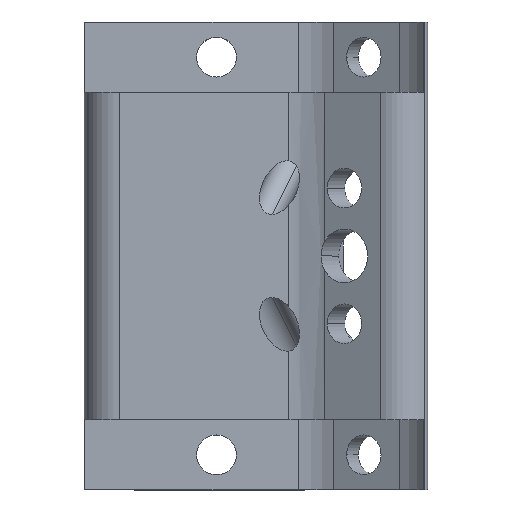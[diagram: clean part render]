
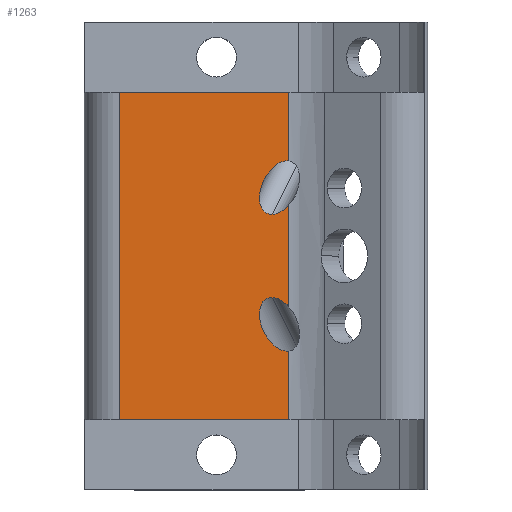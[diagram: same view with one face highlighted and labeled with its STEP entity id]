
A CAD part, top view. The second image highlights one B-rep face of the part: STEP entity #1263.
In plain terms, the highlighted planar face has unit normal (0, 0, 1).
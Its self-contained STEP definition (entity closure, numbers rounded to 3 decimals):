
#20 = DIRECTION ( 'NONE',  ( 0., 0., -1. ) ) ;
#48 = VECTOR ( 'NONE', #1227, 1000. ) ;
#63 = CARTESIAN_POINT ( 'NONE',  ( 8.379, 28.137, -9.966 ) ) ;
#72 = ORIENTED_EDGE ( 'NONE', *, *, #1089, .T. ) ;
#89 = VECTOR ( 'NONE', #731, 1000. ) ;
#139 = VERTEX_POINT ( 'NONE', #1201 ) ;
#159 = VECTOR ( 'NONE', #236, 1000. ) ;
#164 = DIRECTION ( 'NONE',  ( 0., -1., 0. ) ) ;
#194 = CARTESIAN_POINT ( 'NONE',  ( 11.729, 6., -9.966 ) ) ;
#202 = LINE ( 'NONE', #1489, #159 ) ;
#207 = CARTESIAN_POINT ( 'NONE',  ( -2.76, 34., -9.966 ) ) ;
#209 = VERTEX_POINT ( 'NONE', #890 ) ;
#236 = DIRECTION ( 'NONE',  ( 0., -1., 0. ) ) ;
#257 = EDGE_CURVE ( 'NONE', #1584, #1966, #393, .T. ) ;
#258 = CARTESIAN_POINT ( 'NONE',  ( 11.729, 40., -9.966 ) ) ;
#287 = CARTESIAN_POINT ( 'NONE',  ( 11.729, 40., -9.966 ) ) ;
#310 = CARTESIAN_POINT ( 'NONE',  ( 11.729, 40., -9.966 ) ) ;
#342 = EDGE_CURVE ( 'NONE', #139, #1257, #634, .T. ) ;
#343 = CARTESIAN_POINT ( 'NONE',  ( 11.586, 28.137, -9.966 ) ) ;
#371 = ORIENTED_EDGE ( 'NONE', *, *, #783, .T. ) ;
#390 =( BOUNDED_CURVE ( )  B_SPLINE_CURVE ( 3, ( #1503, #1812, #1204, #1335 ),
 .UNSPECIFIED., .F., .T. ) 
 B_SPLINE_CURVE_WITH_KNOTS ( ( 4, 4 ),
 ( 2.844, 2.935 ),
 .UNSPECIFIED. ) 
 CURVE ( )  GEOMETRIC_REPRESENTATION_ITEM ( )  RATIONAL_B_SPLINE_CURVE ( ( 1., 0.999, 0.999, 1. ) ) 
 REPRESENTATION_ITEM ( '' )  );
#393 = LINE ( 'NONE', #751, #1887 ) ;
#403 = ORIENTED_EDGE ( 'NONE', *, *, #1710, .T. ) ;
#434 = EDGE_CURVE ( 'NONE', #1875, #139, #1349, .T. ) ;
#460 =( BOUNDED_CURVE ( )  B_SPLINE_CURVE ( 3, ( #1542, #1094, #1689, #1838 ),
 .UNSPECIFIED., .F., .T. ) 
 B_SPLINE_CURVE_WITH_KNOTS ( ( 4, 4 ),
 ( 5.12, 5.986 ),
 .UNSPECIFIED. ) 
 CURVE ( )  GEOMETRIC_REPRESENTATION_ITEM ( )  RATIONAL_B_SPLINE_CURVE ( ( 1., 0.939, 0.939, 1. ) ) 
 REPRESENTATION_ITEM ( '' )  );
#494 = DIRECTION ( 'NONE',  ( 1., 0., 0. ) ) ;
#527 = CARTESIAN_POINT ( 'NONE',  ( 11.586, 11.863, -9.966 ) ) ;
#626 = ORIENTED_EDGE ( 'NONE', *, *, #257, .F. ) ;
#634 =( BOUNDED_CURVE ( )  B_SPLINE_CURVE ( 3, ( #645, #1559, #786, #930 ),
 .UNSPECIFIED., .F., .T. ) 
 B_SPLINE_CURVE_WITH_KNOTS ( ( 4, 4 ),
 ( 0.297, 1.163 ),
 .UNSPECIFIED. ) 
 CURVE ( )  GEOMETRIC_REPRESENTATION_ITEM ( )  RATIONAL_B_SPLINE_CURVE ( ( 1., 0.939, 0.939, 1. ) ) 
 REPRESENTATION_ITEM ( '' )  );
#645 = CARTESIAN_POINT ( 'NONE',  ( 10.277, 16.446, -9.966 ) ) ;
#664 = CARTESIAN_POINT ( 'NONE',  ( 7.07, 23.554, -9.966 ) ) ;
#669 = EDGE_CURVE ( 'NONE', #1152, #1257, #817, .T. ) ;
#716 = ORIENTED_EDGE ( 'NONE', *, *, #756, .F. ) ;
#731 = DIRECTION ( 'NONE',  ( 0., -1., 0. ) ) ;
#735 = CARTESIAN_POINT ( 'NONE',  ( 11.729, 11.872, -9.966 ) ) ;
#751 = CARTESIAN_POINT ( 'NONE',  ( 11.729, 34., -9.966 ) ) ;
#756 = EDGE_CURVE ( 'NONE', #1966, #983, #1555, .T. ) ;
#758 = CARTESIAN_POINT ( 'NONE',  ( 11.586, 11.863, -9.966 ) ) ;
#760 = DIRECTION ( 'NONE',  ( -1., 0., 0. ) ) ;
#770 = VECTOR ( 'NONE', #164, 1000. ) ;
#783 = EDGE_CURVE ( 'NONE', #1152, #871, #460, .T. ) ;
#786 = CARTESIAN_POINT ( 'NONE',  ( 11.27, 16.159, -9.966 ) ) ;
#805 = CARTESIAN_POINT ( 'NONE',  ( -2.76, 6., -9.966 ) ) ;
#817 = LINE ( 'NONE', #258, #89 ) ;
#843 = ORIENTED_EDGE ( 'NONE', *, *, #1948, .T. ) ;
#871 = VERTEX_POINT ( 'NONE', #1264 ) ;
#875 = CARTESIAN_POINT ( 'NONE',  ( 11.635, 11.863, -9.966 ) ) ;
#890 = CARTESIAN_POINT ( 'NONE',  ( 11.586, 28.137, -9.966 ) ) ;
#930 = CARTESIAN_POINT ( 'NONE',  ( 11.729, 15.639, -9.966 ) ) ;
#958 = CARTESIAN_POINT ( 'NONE',  ( 11.729, 34., -9.966 ) ) ;
#983 = VERTEX_POINT ( 'NONE', #1938 ) ;
#984 =( BOUNDED_CURVE ( )  B_SPLINE_CURVE ( 3, ( #1881, #664, #63, #343 ),
 .UNSPECIFIED., .F., .T. ) 
 B_SPLINE_CURVE_WITH_KNOTS ( ( 4, 4 ),
 ( 5.986, 9.128 ),
 .UNSPECIFIED. ) 
 CURVE ( )  GEOMETRIC_REPRESENTATION_ITEM ( )  RATIONAL_B_SPLINE_CURVE ( ( 1., 0.333, 0.333, 1. ) ) 
 REPRESENTATION_ITEM ( '' )  );
#1052 = ORIENTED_EDGE ( 'NONE', *, *, #1285, .F. ) ;
#1058 = CARTESIAN_POINT ( 'NONE',  ( 11.682, 11.866, -9.966 ) ) ;
#1080 = PLANE ( 'NONE',  #1467 ) ;
#1085 = CARTESIAN_POINT ( 'NONE',  ( 11.729, 40., -9.966 ) ) ;
#1089 = EDGE_CURVE ( 'NONE', #1584, #1960, #202, .T. ) ;
#1094 = CARTESIAN_POINT ( 'NONE',  ( 11.27, 23.841, -9.966 ) ) ;
#1152 = VERTEX_POINT ( 'NONE', #1970 ) ;
#1187 = EDGE_CURVE ( 'NONE', #209, #983, #390, .T. ) ;
#1201 = CARTESIAN_POINT ( 'NONE',  ( 10.277, 16.446, -9.966 ) ) ;
#1204 = CARTESIAN_POINT ( 'NONE',  ( 11.682, 28.134, -9.966 ) ) ;
#1212 = CARTESIAN_POINT ( 'NONE',  ( 11.586, 11.863, -9.966 ) ) ;
#1220 = DIRECTION ( 'NONE',  ( -1., 0., 0. ) ) ;
#1227 = DIRECTION ( 'NONE',  ( 0., -1., 0. ) ) ;
#1232 =( BOUNDED_CURVE ( )  B_SPLINE_CURVE ( 3, ( #735, #1058, #875, #1212 ),
 .UNSPECIFIED., .F., .T. ) 
 B_SPLINE_CURVE_WITH_KNOTS ( ( 4, 4 ),
 ( 3.348, 3.439 ),
 .UNSPECIFIED. ) 
 CURVE ( )  GEOMETRIC_REPRESENTATION_ITEM ( )  RATIONAL_B_SPLINE_CURVE ( ( 1., 0.999, 0.999, 1. ) ) 
 REPRESENTATION_ITEM ( '' )  );
#1257 = VERTEX_POINT ( 'NONE', #1522 ) ;
#1263 = ADVANCED_FACE ( 'NONE', ( #1598 ), #1080, .F. ) ;
#1264 = CARTESIAN_POINT ( 'NONE',  ( 10.277, 23.554, -9.966 ) ) ;
#1267 = LINE ( 'NONE', #287, #48 ) ;
#1270 = ORIENTED_EDGE ( 'NONE', *, *, #342, .T. ) ;
#1285 = EDGE_CURVE ( 'NONE', #1466, #1960, #1573, .T. ) ;
#1288 = ORIENTED_EDGE ( 'NONE', *, *, #1371, .F. ) ;
#1326 = EDGE_LOOP ( 'NONE', ( #1288, #403, #1680, #1270, #1340, #371, #843, #1953, #716, #626, #72, #1052 ) ) ;
#1335 = CARTESIAN_POINT ( 'NONE',  ( 11.729, 28.128, -9.966 ) ) ;
#1340 = ORIENTED_EDGE ( 'NONE', *, *, #669, .F. ) ;
#1349 =( BOUNDED_CURVE ( )  B_SPLINE_CURVE ( 3, ( #527, #1768, #1909, #1451 ),
 .UNSPECIFIED., .F., .T. ) 
 B_SPLINE_CURVE_WITH_KNOTS ( ( 4, 4 ),
 ( 3.439, 6.58 ),
 .UNSPECIFIED. ) 
 CURVE ( )  GEOMETRIC_REPRESENTATION_ITEM ( )  RATIONAL_B_SPLINE_CURVE ( ( 1., 0.333, 0.333, 1. ) ) 
 REPRESENTATION_ITEM ( '' )  );
#1371 = EDGE_CURVE ( 'NONE', #1705, #1466, #1267, .T. ) ;
#1451 = CARTESIAN_POINT ( 'NONE',  ( 10.277, 16.446, -9.966 ) ) ;
#1461 = CARTESIAN_POINT ( 'NONE',  ( 11.729, 11.872, -9.966 ) ) ;
#1466 = VERTEX_POINT ( 'NONE', #194 ) ;
#1467 = AXIS2_PLACEMENT_3D ( 'NONE', #310, #20, #1220 ) ;
#1489 = CARTESIAN_POINT ( 'NONE',  ( -2.76, 40., -9.966 ) ) ;
#1503 = CARTESIAN_POINT ( 'NONE',  ( 11.586, 28.137, -9.966 ) ) ;
#1522 = CARTESIAN_POINT ( 'NONE',  ( 11.729, 15.639, -9.966 ) ) ;
#1542 = CARTESIAN_POINT ( 'NONE',  ( 11.729, 24.361, -9.966 ) ) ;
#1555 = LINE ( 'NONE', #1085, #770 ) ;
#1559 = CARTESIAN_POINT ( 'NONE',  ( 10.755, 16.446, -9.966 ) ) ;
#1573 = LINE ( 'NONE', #1690, #1667 ) ;
#1584 = VERTEX_POINT ( 'NONE', #207 ) ;
#1598 = FACE_OUTER_BOUND ( 'NONE', #1326, .T. ) ;
#1667 = VECTOR ( 'NONE', #760, 1000. ) ;
#1680 = ORIENTED_EDGE ( 'NONE', *, *, #434, .T. ) ;
#1689 = CARTESIAN_POINT ( 'NONE',  ( 10.755, 23.554, -9.966 ) ) ;
#1690 = CARTESIAN_POINT ( 'NONE',  ( -5.76, 6., -9.966 ) ) ;
#1705 = VERTEX_POINT ( 'NONE', #1461 ) ;
#1710 = EDGE_CURVE ( 'NONE', #1705, #1875, #1232, .T. ) ;
#1768 = CARTESIAN_POINT ( 'NONE',  ( 8.379, 11.863, -9.966 ) ) ;
#1812 = CARTESIAN_POINT ( 'NONE',  ( 11.635, 28.137, -9.966 ) ) ;
#1838 = CARTESIAN_POINT ( 'NONE',  ( 10.277, 23.554, -9.966 ) ) ;
#1875 = VERTEX_POINT ( 'NONE', #758 ) ;
#1881 = CARTESIAN_POINT ( 'NONE',  ( 10.277, 23.554, -9.966 ) ) ;
#1887 = VECTOR ( 'NONE', #494, 1000. ) ;
#1909 = CARTESIAN_POINT ( 'NONE',  ( 7.07, 16.446, -9.966 ) ) ;
#1938 = CARTESIAN_POINT ( 'NONE',  ( 11.729, 28.128, -9.966 ) ) ;
#1948 = EDGE_CURVE ( 'NONE', #871, #209, #984, .T. ) ;
#1953 = ORIENTED_EDGE ( 'NONE', *, *, #1187, .T. ) ;
#1960 = VERTEX_POINT ( 'NONE', #805 ) ;
#1966 = VERTEX_POINT ( 'NONE', #958 ) ;
#1970 = CARTESIAN_POINT ( 'NONE',  ( 11.729, 24.361, -9.966 ) ) ;
